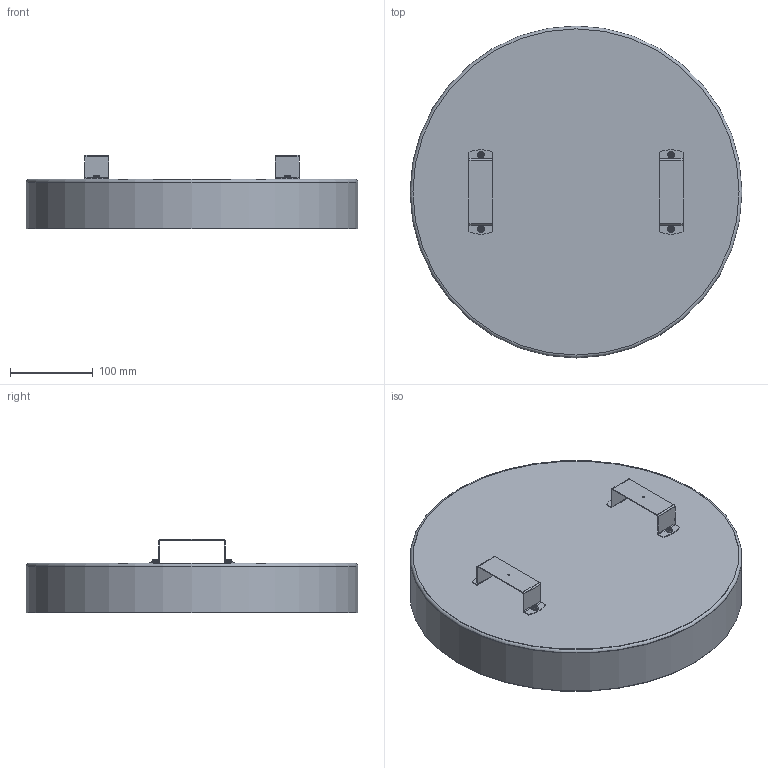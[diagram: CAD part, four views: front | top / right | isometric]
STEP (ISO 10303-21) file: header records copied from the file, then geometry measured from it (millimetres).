
FILE_DESCRIPTION((''),'2;1');
FILE_NAME('HÄLMH-400.stp','2014-02-21T15:21:35',(''),(''),'Autodesk Inventor 2013','Autodesk Inventor 2013','');
FILE_SCHEMA(('AUTOMOTIVE_DESIGN { 1 2 10303 214 0 1 1 1 }'));
Length unit declared in the file: millimetre
Products named in the file (4): HÄLMH-400; HÄLM-400; Handtag-75_1; Borrskruv_4,2x9,5
Assembly tree (7 placements, depth 2):
  HÄLMH-400
    HÄLM-400
    Handtag-75_1  x2
    Borrskruv_4,2x9,5  x4
Bounding box: 401.5 x 401.5 x 89 mm (x, y, z)
Volume: 109427.3 mm3; surface area: 420291.5 mm2
Topology: 7 solids, 7 shells, 479 faces, 1085 edges, 623 vertices
Faces by surface type: plane 241, cylinder 140, torus 38, bspline 36, cone 24
Full cylindrical faces by diameter (mm): 2 x2, 4 x4, 5.1 x4, 8.4 x4, 400.5 x1, 401.5 x1
Entity records: 4844 total; most frequent: CARTESIAN_POINT 1554, DIRECTION 666, ORIENTED_EDGE 614, EDGE_CURVE 307, AXIS2_PLACEMENT_3D 249, VERTEX_POINT 182, EDGE_LOOP 169, VECTOR 168
